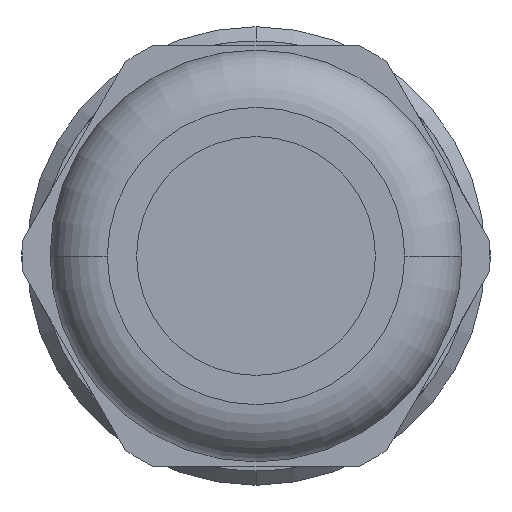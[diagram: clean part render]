
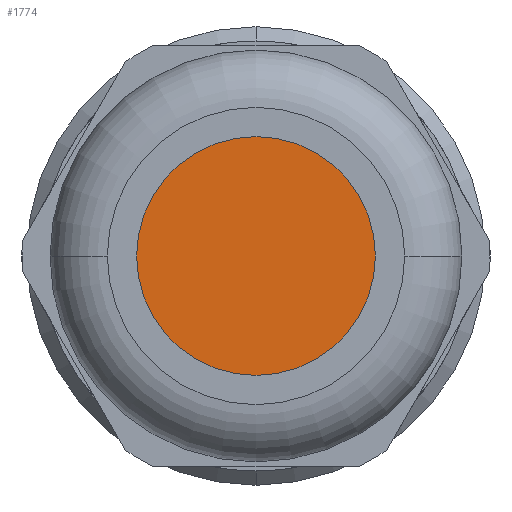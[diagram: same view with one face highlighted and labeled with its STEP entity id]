
A CAD part, left-side view. The second image highlights one B-rep face of the part: STEP entity #1774.
In plain terms, the highlighted planar face has unit normal (-1, 0, 0).
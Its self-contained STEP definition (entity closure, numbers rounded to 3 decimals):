
#561=CARTESIAN_POINT('',(-18.25,0.,0.));
#562=DIRECTION('',(1.,0.,0.));
#563=DIRECTION('',(0.,-1.,0.));
#564=AXIS2_PLACEMENT_3D('',#561,#562,#563);
#579=CARTESIAN_POINT('',(-18.25,0.,0.));
#580=DIRECTION('',(1.,0.,0.));
#581=DIRECTION('',(0.,1.,0.));
#582=AXIS2_PLACEMENT_3D('',#579,#580,#581);
#905=CARTESIAN_POINT('',(-18.25,-6.25,0.));
#906=CARTESIAN_POINT('',(-18.25,6.25,0.));
#907=VERTEX_POINT('',#905);
#908=VERTEX_POINT('',#906);
#1764=CARTESIAN_POINT('',(-18.25,0.,0.));
#1765=DIRECTION('',(-1.,0.,0.));
#1766=DIRECTION('',(0.,1.,0.));
#1767=AXIS2_PLACEMENT_3D('',#1764,#1765,#1766);
#1768=PLANE('',#1767);
#1769=ORIENTED_EDGE('',*,*,#1754,.T.);
#1771=ORIENTED_EDGE('',*,*,#1770,.T.);
#1772=EDGE_LOOP('',(#1769,#1771));
#1773=FACE_OUTER_BOUND('',#1772,.F.);
#1774=ADVANCED_FACE('',(#1773),#1768,.T.);
#565=CIRCLE('',#564,6.25);
#583=CIRCLE('',#582,6.25);
#1754=EDGE_CURVE('',#907,#908,#565,.T.);
#1770=EDGE_CURVE('',#908,#907,#583,.T.);
